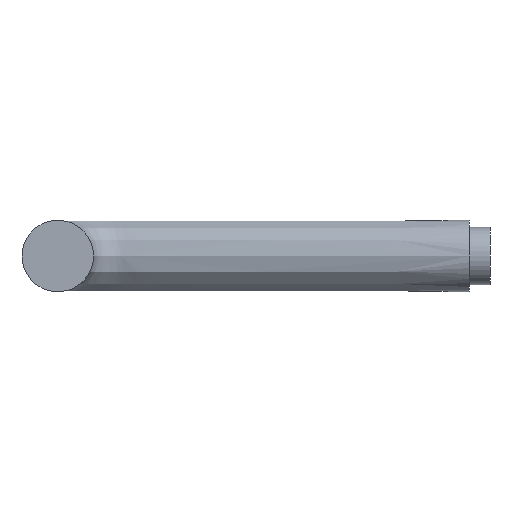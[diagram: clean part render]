
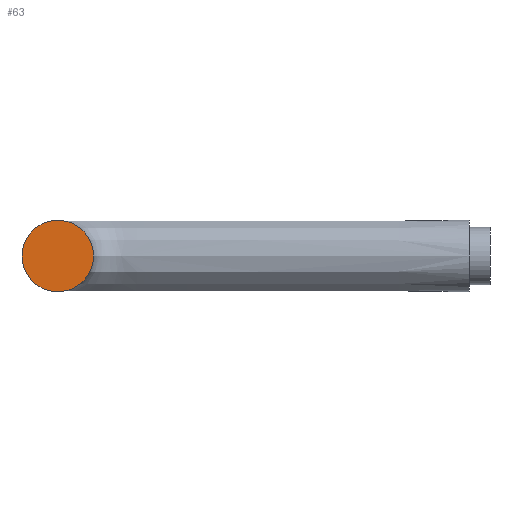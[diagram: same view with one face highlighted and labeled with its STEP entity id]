
A CAD part, left-side view. The second image highlights one B-rep face of the part: STEP entity #63.
In plain terms, the highlighted planar face has unit normal (-1, 0, 0).
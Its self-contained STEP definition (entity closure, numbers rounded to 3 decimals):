
#19=PLANE('',#93);
#23=FACE_OUTER_BOUND('',#28,.T.);
#28=EDGE_LOOP('',(#53));
#36=CIRCLE('',#94,6.);
#40=VERTEX_POINT('',#125);
#45=EDGE_CURVE('',#40,#40,#36,.T.);
#53=ORIENTED_EDGE('',*,*,#45,.T.);
#63=ADVANCED_FACE('',(#23),#19,.T.);
#93=AXIS2_PLACEMENT_3D('',#124,#108,#109);
#94=AXIS2_PLACEMENT_3D('',#126,#110,#111);
#108=DIRECTION('center_axis',(-1.,0.,0.));
#109=DIRECTION('ref_axis',(0.,0.,1.));
#110=DIRECTION('center_axis',(-1.,0.,0.));
#111=DIRECTION('ref_axis',(0.,1.,0.));
#124=CARTESIAN_POINT('Origin',(-70.,69.,0.));
#125=CARTESIAN_POINT('',(-70.,63.,0.));
#126=CARTESIAN_POINT('Origin',(-70.,69.,0.));
